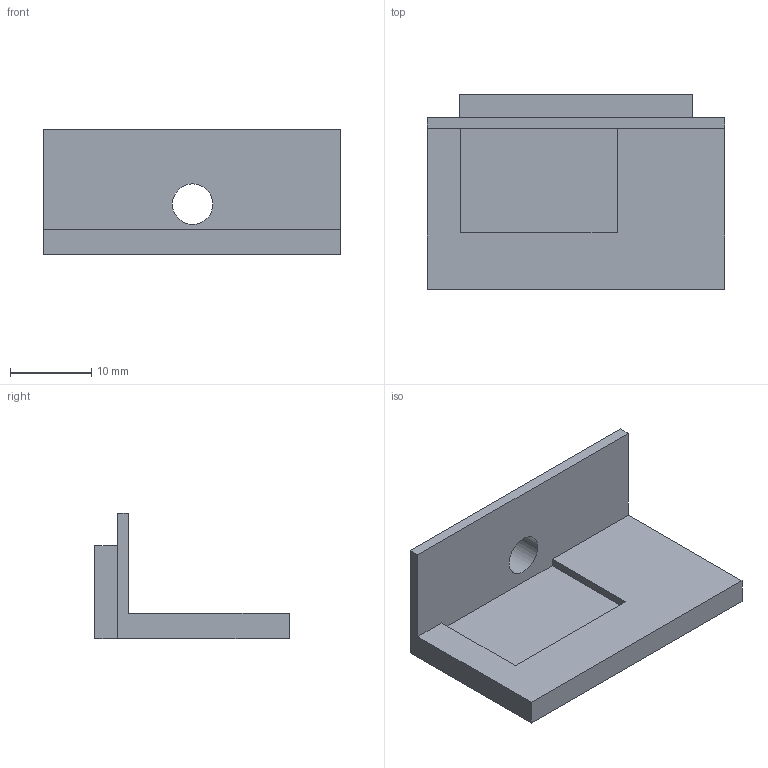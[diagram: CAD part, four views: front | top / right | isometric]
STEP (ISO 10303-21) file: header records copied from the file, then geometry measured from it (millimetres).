
FILE_DESCRIPTION(('HOOPS Exchange Step'),'2;1');
FILE_NAME('temp_export','2022-04-16T14:11:14-07:00',('mobile'),('Shapr3D Limited'),'HOOPS Exchange 2021.2','Shapr3D','Authorized');
FILE_SCHEMA( ('AP203_CONFIGURATION_CONTROLLED_3D_DESIGN_OF_MECHANICAL_PARTS_AND_ASSEMBLIES_MIM_LF') );
Length unit declared in the file: millimetre
Products named in the file (1): Body 13
Bounding box: 36.75 x 24 x 15.5 mm (x, y, z)
Volume: 3657.7 mm3; surface area: 3179.9 mm2
Topology: 1 solids, 1 shells, 17 faces, 46 edges, 31 vertices
Faces by surface type: plane 16, cylinder 1
Full cylindrical faces by diameter (mm): 5 x1
Entity records: 559 total; most frequent: CARTESIAN_POINT 95, ORIENTED_EDGE 92, DIRECTION 85, EDGE_CURVE 46, VECTOR 43, LINE 43, VERTEX_POINT 31, AXIS2_PLACEMENT_3D 21
